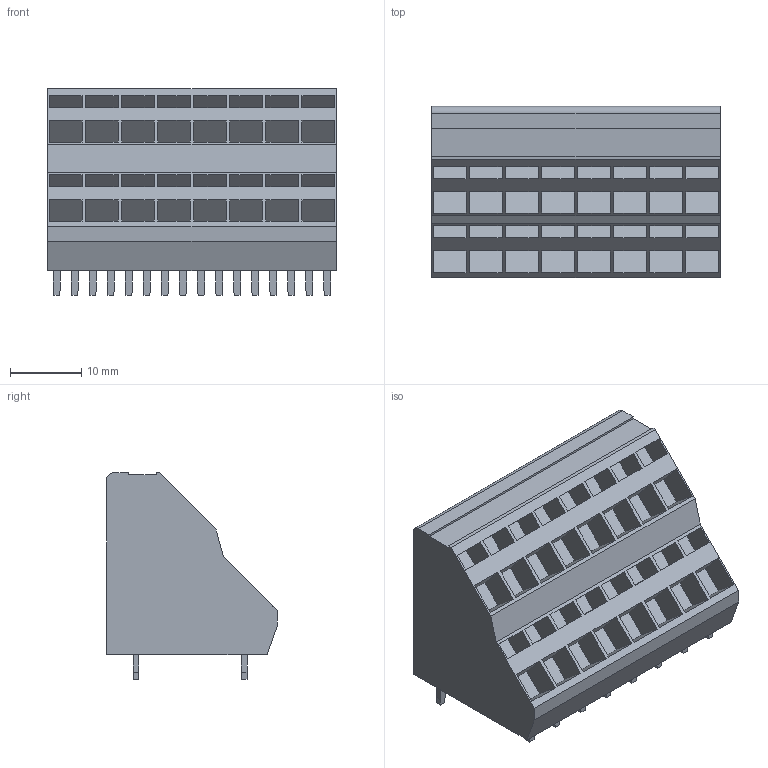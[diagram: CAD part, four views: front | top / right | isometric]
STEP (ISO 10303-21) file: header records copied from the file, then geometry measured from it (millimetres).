
FILE_DESCRIPTION(('CATIA V5 STEP Exchange','CAx-IF Rec.Pracs.--- Model Styling and Organization---1.2---2011-12-15'),'2;1');
FILE_NAME ('D1455655_0_1764870000_1764870000.stp','2018-09-07T09:36:15+00:00',('none'),('Weidmueller'),'CATIA Version 5-6 Release 2014','CATIA V5 STEP AP214','none');
FILE_SCHEMA(('AUTOMOTIVE_DESIGN { 1 0 10303 214 1 1 1 1 }'));
Length unit declared in the file: millimetre
Products named in the file (1): 1764870000
Bounding box: 40.64 x 24.05 x 29.1 mm (x, y, z)
Volume: 16462.1 mm3; surface area: 6663.1 mm2
Topology: 17 solids, 17 shells, 303 faces, 775 edges, 538 vertices
Faces by surface type: plane 302, cylinder 1
Entity records: 8238 total; most frequent: ORIENTED_EDGE 1550, CARTESIAN_POINT 1469, DIRECTION 1037, EDGE_CURVE 775, VECTOR 757, LINE 757, VERTEX_POINT 538, EDGE_LOOP 335
